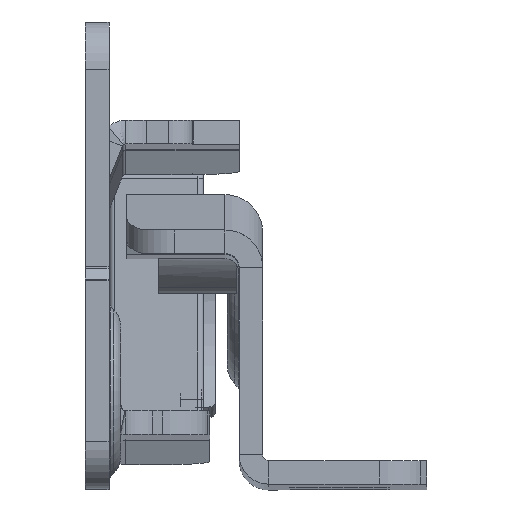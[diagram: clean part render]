
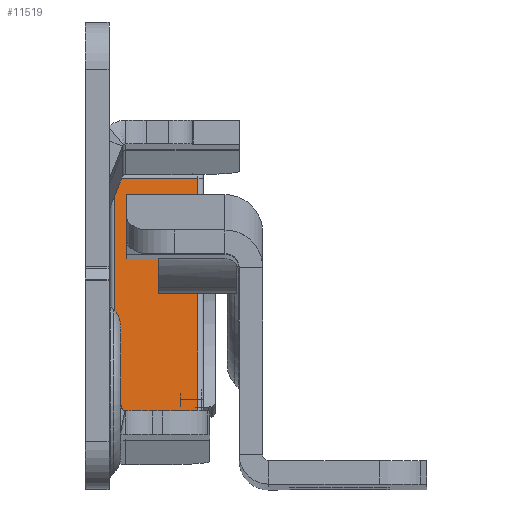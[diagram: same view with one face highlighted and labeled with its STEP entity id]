
A CAD part, top view. The second image highlights one B-rep face of the part: STEP entity #11519.
In plain terms, the highlighted face is planar.
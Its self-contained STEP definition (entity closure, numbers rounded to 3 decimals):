
#204 = DIRECTION ( 'NONE',  ( 0., 0., -1. ) ) ;
#577 = EDGE_CURVE ( 'NONE', #2435, #6950, #3481, .T. ) ;
#764 = PLANE ( 'NONE',  #12332 ) ;
#1138 = CARTESIAN_POINT ( 'NONE',  ( 0., -11., 7.5 ) ) ;
#1142 = CARTESIAN_POINT ( 'NONE',  ( 0., -11., 8. ) ) ;
#1147 = LINE ( 'NONE', #7806, #3914 ) ;
#1959 = CARTESIAN_POINT ( 'NONE',  ( 0., 11., 0.5 ) ) ;
#2435 = VERTEX_POINT ( 'NONE', #1138 ) ;
#2457 = CARTESIAN_POINT ( 'NONE',  ( 0., 11., 7.5 ) ) ;
#2706 = ORIENTED_EDGE ( 'NONE', *, *, #577, .T. ) ;
#2768 = ORIENTED_EDGE ( 'NONE', *, *, #5082, .T. ) ;
#3481 = LINE ( 'NONE', #6212, #5951 ) ;
#3608 = EDGE_CURVE ( 'NONE', #2435, #8878, #9741, .T. ) ;
#3770 = VECTOR ( 'NONE', #204, 1000. ) ;
#3914 = VECTOR ( 'NONE', #11509, 1000. ) ;
#3982 = LINE ( 'NONE', #7988, #6563 ) ;
#5082 = EDGE_CURVE ( 'NONE', #6950, #10243, #1147, .T. ) ;
#5143 = ORIENTED_EDGE ( 'NONE', *, *, #3608, .F. ) ;
#5469 = CARTESIAN_POINT ( 'NONE',  ( 0., -11., 8. ) ) ;
#5951 = VECTOR ( 'NONE', #6330, 1000. ) ;
#6212 = CARTESIAN_POINT ( 'NONE',  ( 0., -11., 7.5 ) ) ;
#6330 = DIRECTION ( 'NONE',  ( 0., 1., 0. ) ) ;
#6563 = VECTOR ( 'NONE', #7812, 1000. ) ;
#6950 = VERTEX_POINT ( 'NONE', #2457 ) ;
#7389 = ORIENTED_EDGE ( 'NONE', *, *, #11390, .T. ) ;
#7806 = CARTESIAN_POINT ( 'NONE',  ( 0., 11., 8. ) ) ;
#7812 = DIRECTION ( 'NONE',  ( 0., -1., 0. ) ) ;
#7988 = CARTESIAN_POINT ( 'NONE',  ( 0., -11., 0.5 ) ) ;
#8053 = CARTESIAN_POINT ( 'NONE',  ( 0., -11., 0.5 ) ) ;
#8359 = DIRECTION ( 'NONE',  ( 0., 0., 1. ) ) ;
#8878 = VERTEX_POINT ( 'NONE', #8053 ) ;
#9372 = FACE_OUTER_BOUND ( 'NONE', #10202, .T. ) ;
#9741 = LINE ( 'NONE', #1142, #3770 ) ;
#10202 = EDGE_LOOP ( 'NONE', ( #2768, #7389, #5143, #2706 ) ) ;
#10243 = VERTEX_POINT ( 'NONE', #1959 ) ;
#11390 = EDGE_CURVE ( 'NONE', #10243, #8878, #3982, .T. ) ;
#11509 = DIRECTION ( 'NONE',  ( 0., 0., -1. ) ) ;
#11519 = ADVANCED_FACE ( 'NONE', ( #9372 ), #764, .T. ) ;
#12332 = AXIS2_PLACEMENT_3D ( 'NONE', #5469, #12380, #8359 ) ;
#12380 = DIRECTION ( 'NONE',  ( -1., 0., 0. ) ) ;
